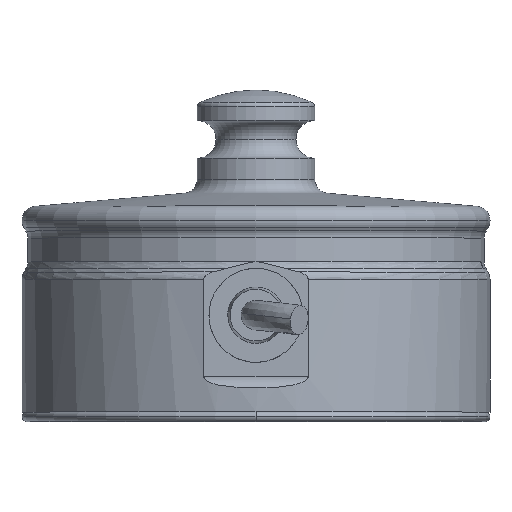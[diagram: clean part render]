
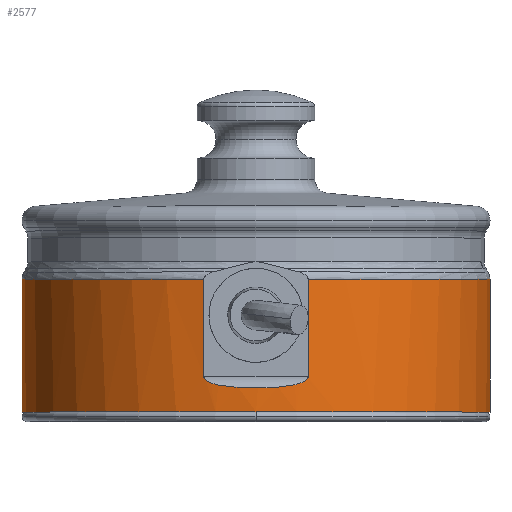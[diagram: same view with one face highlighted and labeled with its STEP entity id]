
A CAD part, top view. The second image highlights one B-rep face of the part: STEP entity #2577.
In plain terms, the highlighted cylindrical face has radius 49.75 mm (diameter 99.5 mm), a partial arc.
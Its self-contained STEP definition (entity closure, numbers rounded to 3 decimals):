
#5 = VERTEX_POINT ( 'NONE', #3316 ) ;
#85 = DIRECTION ( 'NONE',  ( 1., 0., 0. ) ) ;
#138 = CARTESIAN_POINT ( 'NONE',  ( 10.583, 7.17, 48.612 ) ) ;
#222 = EDGE_CURVE ( 'NONE', #2518, #5, #1227, .T. ) ;
#247 = CARTESIAN_POINT ( 'NONE',  ( 0., 0., 0. ) ) ;
#462 = ORIENTED_EDGE ( 'NONE', *, *, #4467, .T. ) ;
#488 = VERTEX_POINT ( 'NONE', #2486 ) ;
#512 = CARTESIAN_POINT ( 'NONE',  ( 9.024, 6.458, 48.925 ) ) ;
#515 = ORIENTED_EDGE ( 'NONE', *, *, #1843, .F. ) ;
#561 = CARTESIAN_POINT ( 'NONE',  ( -0.997, 5.563, 49.75 ) ) ;
#621 = LINE ( 'NONE', #1771, #3899 ) ;
#640 = CARTESIAN_POINT ( 'NONE',  ( -7.859, 6.16, 49.128 ) ) ;
#661 = CARTESIAN_POINT ( 'NONE',  ( -10.852, 7.437, 48.552 ) ) ;
#818 = DIRECTION ( 'NONE',  ( 0., -1., 0. ) ) ;
#860 = DIRECTION ( 'NONE',  ( 0., -1., 0. ) ) ;
#1105 = CARTESIAN_POINT ( 'NONE',  ( -11.082, 7.874, 48.5 ) ) ;
#1127 = DIRECTION ( 'NONE',  ( 0., -1., 0. ) ) ;
#1227 = LINE ( 'NONE', #2659, #3341 ) ;
#1269 = CARTESIAN_POINT ( 'NONE',  ( 10.847, 7.431, 48.553 ) ) ;
#1291 = CARTESIAN_POINT ( 'NONE',  ( -4.939, 5.745, 49.514 ) ) ;
#1305 = VERTEX_POINT ( 'NONE', #3337 ) ;
#1346 = CARTESIAN_POINT ( 'NONE',  ( 9.26, 6.533, 48.881 ) ) ;
#1395 = CARTESIAN_POINT ( 'NONE',  ( -49.75, 0., 0. ) ) ;
#1442 = CARTESIAN_POINT ( 'NONE',  ( -10.278, 6.983, 48.677 ) ) ;
#1482 = CARTESIAN_POINT ( 'NONE',  ( -6.893, 5.987, 49.273 ) ) ;
#1503 = AXIS2_PLACEMENT_3D ( 'NONE', #4259, #818, #1984 ) ;
#1670 = CARTESIAN_POINT ( 'NONE',  ( 3.951, 5.675, 49.603 ) ) ;
#1743 = CARTESIAN_POINT ( 'NONE',  ( 11.082, 8., 48.5 ) ) ;
#1765 = CARTESIAN_POINT ( 'NONE',  ( -9.277, 6.539, 48.878 ) ) ;
#1771 = CARTESIAN_POINT ( 'NONE',  ( 49.75, 0., 0. ) ) ;
#1816 = DIRECTION ( 'NONE',  ( 0., -1., 0. ) ) ;
#1843 = EDGE_CURVE ( 'NONE', #488, #3226, #621, .T. ) ;
#1851 = CARTESIAN_POINT ( 'NONE',  ( -9.732, 6.711, 48.789 ) ) ;
#1984 = DIRECTION ( 'NONE',  ( 1., 0., 0. ) ) ;
#1994 = AXIS2_PLACEMENT_3D ( 'NONE', #247, #4872, #3705 ) ;
#2043 = CARTESIAN_POINT ( 'NONE',  ( 7.84, 6.156, 49.131 ) ) ;
#2068 = ORIENTED_EDGE ( 'NONE', *, *, #4636, .T. ) ;
#2101 = CARTESIAN_POINT ( 'NONE',  ( -49.75, 28.727, 0. ) ) ;
#2149 = VERTEX_POINT ( 'NONE', #3175 ) ;
#2153 = CARTESIAN_POINT ( 'NONE',  ( -11.082, 8., 48.5 ) ) ;
#2166 = FACE_OUTER_BOUND ( 'NONE', #4049, .T. ) ;
#2174 = ORIENTED_EDGE ( 'NONE', *, *, #2354, .F. ) ;
#2177 = CARTESIAN_POINT ( 'NONE',  ( -8.339, 6.263, 49.049 ) ) ;
#2198 = CARTESIAN_POINT ( 'NONE',  ( -10.582, 7.186, 48.612 ) ) ;
#2208 = EDGE_CURVE ( 'NONE', #3126, #4018, #4075, .T. ) ;
#2244 = B_SPLINE_CURVE_WITH_KNOTS ( 'NONE', 3,
 ( #1743, #4768, #3972, #4002, #1269, #138, #3604, #2428, #3944, #1346, #512, #2872, #2043, #4743, #3280, #2844, #1670, #3204, #4362, #561, #4721, #2823, #1291, #4339, #1482, #640, #2177, #4535, #1765, #1851, #3018, #1442, #3768, #2198, #3395, #661, #4112, #4093, #1105, #2153 ),
 .UNSPECIFIED., .F., .F.,
 ( 4, 2, 2, 2, 2, 2, 2, 2, 2, 2, 2, 2, 2, 2, 2, 2, 2, 2, 2, 4 ),
 ( -0.012, -0.011, -0.011, -0.01, -0.01, -0.009, -0.007, -0.006, -0.003, 0., 0.003, 0.006, 0.007, 0.009, 0.01, 0.01, 0.011, 0.011, 0.011, 0.012 ),
 .UNSPECIFIED. ) ;
#2325 = ORIENTED_EDGE ( 'NONE', *, *, #3634, .T. ) ;
#2354 = EDGE_CURVE ( 'NONE', #3226, #4018, #2719, .T. ) ;
#2386 = AXIS2_PLACEMENT_3D ( 'NONE', #3819, #1127, #85 ) ;
#2428 = CARTESIAN_POINT ( 'NONE',  ( 9.942, 6.801, 48.747 ) ) ;
#2486 = CARTESIAN_POINT ( 'NONE',  ( 49.75, 28.727, 0. ) ) ;
#2518 = VERTEX_POINT ( 'NONE', #3405 ) ;
#2552 = AXIS2_PLACEMENT_3D ( 'NONE', #2734, #860, #4669 ) ;
#2571 = DIRECTION ( 'NONE',  ( 0., -1., 0. ) ) ;
#2577 = ADVANCED_FACE ( 'NONE', ( #2166 ), #3363, .T. ) ;
#2659 = CARTESIAN_POINT ( 'NONE',  ( 11.082, 0., 48.5 ) ) ;
#2709 = VECTOR ( 'NONE', #3040, 1000. ) ;
#2719 = CIRCLE ( 'NONE', #1503, 49.75 ) ;
#2734 = CARTESIAN_POINT ( 'NONE',  ( 0., 28.727, 0. ) ) ;
#2823 = CARTESIAN_POINT ( 'NONE',  ( -3.957, 5.675, 49.602 ) ) ;
#2844 = CARTESIAN_POINT ( 'NONE',  ( 4.936, 5.745, 49.514 ) ) ;
#2872 = CARTESIAN_POINT ( 'NONE',  ( 8.317, 6.258, 49.052 ) ) ;
#2903 = CARTESIAN_POINT ( 'NONE',  ( 49.75, 0.5, 0. ) ) ;
#2938 = CIRCLE ( 'NONE', #2386, 49.75 ) ;
#3010 = CARTESIAN_POINT ( 'NONE',  ( -49.75, 0.5, 0. ) ) ;
#3018 = CARTESIAN_POINT ( 'NONE',  ( -9.957, 6.809, 48.744 ) ) ;
#3040 = DIRECTION ( 'NONE',  ( 0., 1., 0. ) ) ;
#3108 = VECTOR ( 'NONE', #3302, 1000. ) ;
#3126 = VERTEX_POINT ( 'NONE', #2101 ) ;
#3175 = CARTESIAN_POINT ( 'NONE',  ( -11.082, 28.727, 48.5 ) ) ;
#3204 = CARTESIAN_POINT ( 'NONE',  ( 1.975, 5.584, 49.721 ) ) ;
#3226 = VERTEX_POINT ( 'NONE', #2903 ) ;
#3280 = CARTESIAN_POINT ( 'NONE',  ( 6.395, 5.917, 49.34 ) ) ;
#3302 = DIRECTION ( 'NONE',  ( 0., -1., 0. ) ) ;
#3316 = CARTESIAN_POINT ( 'NONE',  ( 11.082, 8., 48.5 ) ) ;
#3337 = CARTESIAN_POINT ( 'NONE',  ( -11.082, 8., 48.5 ) ) ;
#3341 = VECTOR ( 'NONE', #2571, 1000. ) ;
#3363 = CYLINDRICAL_SURFACE ( 'NONE', #1994, 49.75 ) ;
#3395 = CARTESIAN_POINT ( 'NONE',  ( -10.679, 7.263, 48.59 ) ) ;
#3405 = CARTESIAN_POINT ( 'NONE',  ( 11.082, 28.727, 48.5 ) ) ;
#3604 = CARTESIAN_POINT ( 'NONE',  ( 10.372, 7.034, 48.657 ) ) ;
#3634 = EDGE_CURVE ( 'NONE', #1305, #2149, #3865, .T. ) ;
#3705 = DIRECTION ( 'NONE',  ( 1., 0., 0. ) ) ;
#3755 = CIRCLE ( 'NONE', #2552, 49.75 ) ;
#3768 = CARTESIAN_POINT ( 'NONE',  ( -10.382, 7.046, 48.655 ) ) ;
#3819 = CARTESIAN_POINT ( 'NONE',  ( 0., 28.727, 0. ) ) ;
#3854 = ORIENTED_EDGE ( 'NONE', *, *, #222, .T. ) ;
#3865 = LINE ( 'NONE', #4261, #2709 ) ;
#3899 = VECTOR ( 'NONE', #1816, 1000. ) ;
#3944 = CARTESIAN_POINT ( 'NONE',  ( 9.718, 6.705, 48.792 ) ) ;
#3972 = CARTESIAN_POINT ( 'NONE',  ( 11.045, 7.75, 48.508 ) ) ;
#4002 = CARTESIAN_POINT ( 'NONE',  ( 10.927, 7.529, 48.535 ) ) ;
#4018 = VERTEX_POINT ( 'NONE', #3010 ) ;
#4028 = ORIENTED_EDGE ( 'NONE', *, *, #2208, .T. ) ;
#4049 = EDGE_LOOP ( 'NONE', ( #462, #4028, #2174, #515, #4686, #3854, #2068, #2325 ) ) ;
#4075 = LINE ( 'NONE', #1395, #3108 ) ;
#4093 = CARTESIAN_POINT ( 'NONE',  ( -11.046, 7.752, 48.508 ) ) ;
#4112 = CARTESIAN_POINT ( 'NONE',  ( -10.931, 7.534, 48.534 ) ) ;
#4259 = CARTESIAN_POINT ( 'NONE',  ( 0., 0.5, 0. ) ) ;
#4261 = CARTESIAN_POINT ( 'NONE',  ( -11.082, 0., 48.5 ) ) ;
#4339 = CARTESIAN_POINT ( 'NONE',  ( -6.407, 5.918, 49.338 ) ) ;
#4362 = CARTESIAN_POINT ( 'NONE',  ( 0.985, 5.563, 49.75 ) ) ;
#4467 = EDGE_CURVE ( 'NONE', #2149, #3126, #3755, .T. ) ;
#4535 = CARTESIAN_POINT ( 'NONE',  ( -9.044, 6.464, 48.922 ) ) ;
#4636 = EDGE_CURVE ( 'NONE', #5, #1305, #2244, .T. ) ;
#4669 = DIRECTION ( 'NONE',  ( 1., 0., 0. ) ) ;
#4686 = ORIENTED_EDGE ( 'NONE', *, *, #4857, .T. ) ;
#4721 = CARTESIAN_POINT ( 'NONE',  ( -1.986, 5.584, 49.72 ) ) ;
#4743 = CARTESIAN_POINT ( 'NONE',  ( 6.879, 5.985, 49.275 ) ) ;
#4768 = CARTESIAN_POINT ( 'NONE',  ( 11.082, 7.872, 48.5 ) ) ;
#4857 = EDGE_CURVE ( 'NONE', #488, #2518, #2938, .T. ) ;
#4872 = DIRECTION ( 'NONE',  ( 0., -1., 0. ) ) ;
